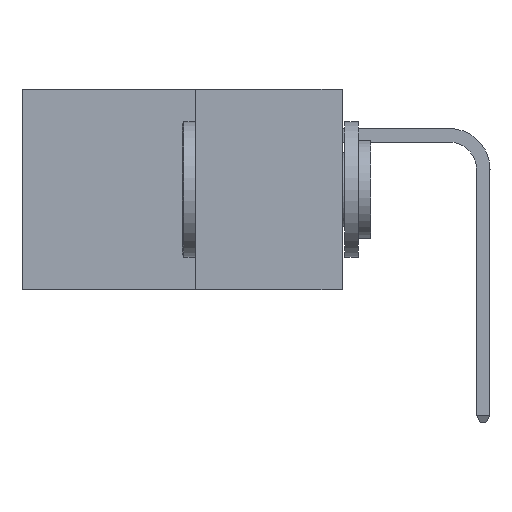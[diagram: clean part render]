
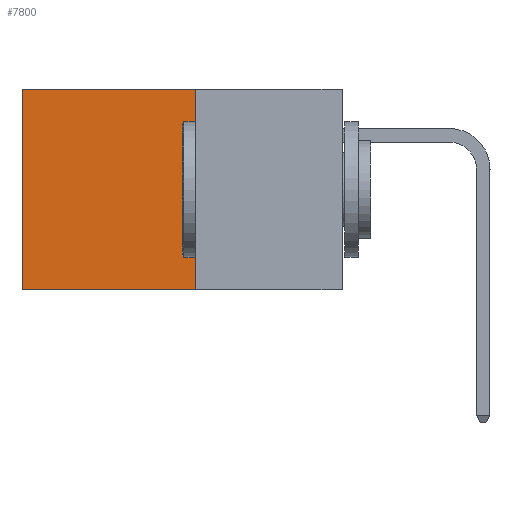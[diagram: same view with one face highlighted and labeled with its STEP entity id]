
A CAD part, left-side view. The second image highlights one B-rep face of the part: STEP entity #7800.
In plain terms, the highlighted planar face has unit normal (-1, 0, 0).
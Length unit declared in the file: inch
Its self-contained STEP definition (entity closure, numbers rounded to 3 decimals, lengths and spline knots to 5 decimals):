
#101 = ORIENTED_EDGE ( 'NONE', *, *, #12630, .F. ) ;
#432 = ORIENTED_EDGE ( 'NONE', *, *, #1945, .F. ) ;
#876 = EDGE_LOOP ( 'NONE', ( #15113, #101, #432, #5034 ) ) ;
#1424 = LINE ( 'NONE', #5691, #14258 ) ;
#1460 = CARTESIAN_POINT ( 'NONE',  ( 0.277, 0.27, 0. ) ) ;
#1734 = VERTEX_POINT ( 'NONE', #9284 ) ;
#1847 = DIRECTION ( 'NONE',  ( 0., 1., 0. ) ) ;
#1887 = CARTESIAN_POINT ( 'NONE',  ( 0.277, 0.27, 0. ) ) ;
#1945 = EDGE_CURVE ( 'NONE', #4596, #7572, #14002, .T. ) ;
#2983 = EDGE_CURVE ( 'NONE', #4596, #1734, #8460, .T. ) ;
#3247 = PLANE ( 'NONE',  #11279 ) ;
#4482 = DIRECTION ( 'NONE',  ( 0., 0., -1. ) ) ;
#4511 = VECTOR ( 'NONE', #4677, 39.37008 ) ;
#4596 = VERTEX_POINT ( 'NONE', #1460 ) ;
#4677 = DIRECTION ( 'NONE',  ( 0., 0., -1. ) ) ;
#4896 = CARTESIAN_POINT ( 'NONE',  ( 0.277, 0.59, -0.37 ) ) ;
#4923 = VERTEX_POINT ( 'NONE', #11238 ) ;
#5034 = ORIENTED_EDGE ( 'NONE', *, *, #2983, .T. ) ;
#5446 = CARTESIAN_POINT ( 'NONE',  ( 0.277, 0.27, -0.37 ) ) ;
#5634 = VECTOR ( 'NONE', #1847, 39.37008 ) ;
#5691 = CARTESIAN_POINT ( 'NONE',  ( 0.277, 0.27, -0.37 ) ) ;
#5986 = LINE ( 'NONE', #4896, #9578 ) ;
#7572 = VERTEX_POINT ( 'NONE', #8503 ) ;
#7800 = ADVANCED_FACE ( 'NONE', ( #13228 ), #3247, .F. ) ;
#8460 = LINE ( 'NONE', #1887, #5634 ) ;
#8503 = CARTESIAN_POINT ( 'NONE',  ( 0.277, 0.27, -0.37 ) ) ;
#9284 = CARTESIAN_POINT ( 'NONE',  ( 0.277, 0.59, 0. ) ) ;
#9578 = VECTOR ( 'NONE', #14399, 39.37008 ) ;
#10864 = EDGE_CURVE ( 'NONE', #1734, #4923, #5986, .T. ) ;
#11238 = CARTESIAN_POINT ( 'NONE',  ( 0.277, 0.59, -0.37 ) ) ;
#11279 = AXIS2_PLACEMENT_3D ( 'NONE', #15074, #11711, #4482 ) ;
#11711 = DIRECTION ( 'NONE',  ( 1., 0., 0. ) ) ;
#12630 = EDGE_CURVE ( 'NONE', #7572, #4923, #1424, .T. ) ;
#13228 = FACE_OUTER_BOUND ( 'NONE', #876, .T. ) ;
#13985 = DIRECTION ( 'NONE',  ( 0., 1., 0. ) ) ;
#14002 = LINE ( 'NONE', #5446, #4511 ) ;
#14258 = VECTOR ( 'NONE', #13985, 39.37008 ) ;
#14399 = DIRECTION ( 'NONE',  ( 0., 0., -1. ) ) ;
#15074 = CARTESIAN_POINT ( 'NONE',  ( 0.277, 0.27, -0.37 ) ) ;
#15113 = ORIENTED_EDGE ( 'NONE', *, *, #10864, .T. ) ;
